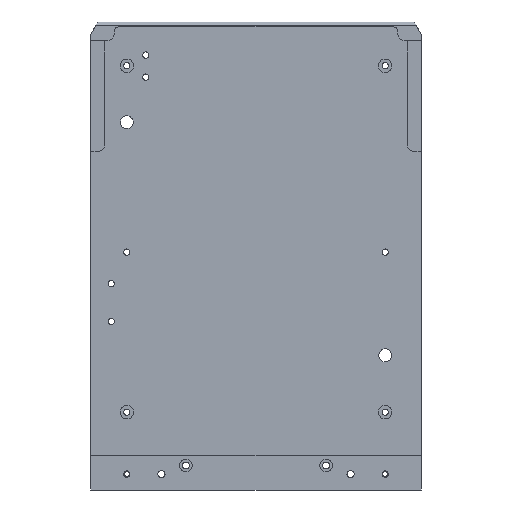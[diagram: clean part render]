
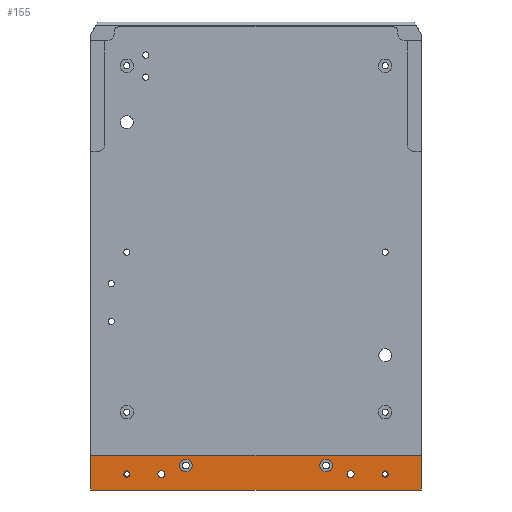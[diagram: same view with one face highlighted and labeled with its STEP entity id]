
A CAD part, front view. The second image highlights one B-rep face of the part: STEP entity #155.
In plain terms, the highlighted planar face has unit normal (0, -1, 0).
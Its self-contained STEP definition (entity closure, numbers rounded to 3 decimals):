
#3 = CIRCLE ( 'NONE', #2226, 4. ) ;
#29 = VERTEX_POINT ( 'NONE', #829 ) ;
#64 = LINE ( 'NONE', #1551, #1205 ) ;
#71 = EDGE_CURVE ( 'NONE', #3013, #2795, #2652, .T. ) ;
#82 = AXIS2_PLACEMENT_3D ( 'NONE', #1997, #2936, #2433 ) ;
#131 = CIRCLE ( 'NONE', #608, 4. ) ;
#133 = VECTOR ( 'NONE', #2984, 1000. ) ;
#144 = ORIENTED_EDGE ( 'NONE', *, *, #2991, .F. ) ;
#155 = ADVANCED_FACE ( 'NONE', ( #1641, #748, #947, #1791, #1168, #1569, #464 ), #3017, .F. ) ;
#190 = ORIENTED_EDGE ( 'NONE', *, *, #2018, .F. ) ;
#247 = DIRECTION ( 'NONE',  ( 0., 1., 0. ) ) ;
#248 = DIRECTION ( 'NONE',  ( 0., 0., 1. ) ) ;
#285 = CARTESIAN_POINT ( 'NONE',  ( 82., -4.3, -138.45 ) ) ;
#352 = DIRECTION ( 'NONE',  ( 0., 0., 1. ) ) ;
#408 = ORIENTED_EDGE ( 'NONE', *, *, #939, .F. ) ;
#464 = FACE_OUTER_BOUND ( 'NONE', #1615, .T. ) ;
#465 = ORIENTED_EDGE ( 'NONE', *, *, #2077, .T. ) ;
#483 = ORIENTED_EDGE ( 'NONE', *, *, #3029, .F. ) ;
#500 = CARTESIAN_POINT ( 'NONE',  ( -105., -4.3, -126.55 ) ) ;
#526 = CARTESIAN_POINT ( 'NONE',  ( -82., -4.3, -138.45 ) ) ;
#573 = CIRCLE ( 'NONE', #2561, 2.25 ) ;
#587 = DIRECTION ( 'NONE',  ( 0., -1., 0. ) ) ;
#608 = AXIS2_PLACEMENT_3D ( 'NONE', #1541, #587, #826 ) ;
#664 = EDGE_CURVE ( 'NONE', #1217, #2795, #64, .T. ) ;
#666 = LINE ( 'NONE', #1083, #1633 ) ;
#676 = CARTESIAN_POINT ( 'NONE',  ( 60., -4.3, -138.45 ) ) ;
#684 = EDGE_CURVE ( 'NONE', #1499, #1996, #131, .T. ) ;
#698 = ORIENTED_EDGE ( 'NONE', *, *, #2835, .F. ) ;
#714 = CIRCLE ( 'NONE', #1163, 2. ) ;
#734 = CARTESIAN_POINT ( 'NONE',  ( -82., -4.3, -138.45 ) ) ;
#748 = FACE_BOUND ( 'NONE', #1172, .T. ) ;
#749 = CARTESIAN_POINT ( 'NONE',  ( 44.5, -4.3, -133. ) ) ;
#752 = ORIENTED_EDGE ( 'NONE', *, *, #664, .T. ) ;
#753 = CARTESIAN_POINT ( 'NONE',  ( -44.5, -4.3, -133. ) ) ;
#759 = ORIENTED_EDGE ( 'NONE', *, *, #2852, .T. ) ;
#780 = DIRECTION ( 'NONE',  ( 0., -1., 0. ) ) ;
#826 = DIRECTION ( 'NONE',  ( 0., 0., -1. ) ) ;
#829 = CARTESIAN_POINT ( 'NONE',  ( -60., -4.3, -136.2 ) ) ;
#839 = VERTEX_POINT ( 'NONE', #2083 ) ;
#885 = AXIS2_PLACEMENT_3D ( 'NONE', #1387, #1411, #2597 ) ;
#922 = EDGE_LOOP ( 'NONE', ( #1775, #698 ) ) ;
#939 = EDGE_CURVE ( 'NONE', #1967, #3013, #1599, .T. ) ;
#947 = FACE_BOUND ( 'NONE', #2690, .T. ) ;
#950 = CARTESIAN_POINT ( 'NONE',  ( 82., -4.3, -138.45 ) ) ;
#958 = CIRCLE ( 'NONE', #2046, 2. ) ;
#977 = CARTESIAN_POINT ( 'NONE',  ( 82., -4.3, -136.45 ) ) ;
#1033 = CARTESIAN_POINT ( 'NONE',  ( 105., -4.3, -148.55 ) ) ;
#1046 = ORIENTED_EDGE ( 'NONE', *, *, #1899, .T. ) ;
#1081 = AXIS2_PLACEMENT_3D ( 'NONE', #526, #780, #1744 ) ;
#1082 = CARTESIAN_POINT ( 'NONE',  ( 44.5, -4.3, -137. ) ) ;
#1083 = CARTESIAN_POINT ( 'NONE',  ( -105., -4.3, -148.55 ) ) ;
#1122 = DIRECTION ( 'NONE',  ( 0., 0., 1. ) ) ;
#1163 = AXIS2_PLACEMENT_3D ( 'NONE', #950, #2598, #1634 ) ;
#1168 = FACE_BOUND ( 'NONE', #2167, .T. ) ;
#1172 = EDGE_LOOP ( 'NONE', ( #1231, #465 ) ) ;
#1201 = CARTESIAN_POINT ( 'NONE',  ( -44.5, -4.3, -137. ) ) ;
#1205 = VECTOR ( 'NONE', #352, 1000. ) ;
#1210 = ORIENTED_EDGE ( 'NONE', *, *, #684, .F. ) ;
#1217 = VERTEX_POINT ( 'NONE', #1033 ) ;
#1229 = DIRECTION ( 'NONE',  ( 0., 0., -1. ) ) ;
#1231 = ORIENTED_EDGE ( 'NONE', *, *, #1662, .T. ) ;
#1253 = DIRECTION ( 'NONE',  ( 0., 0., -1. ) ) ;
#1264 = VERTEX_POINT ( 'NONE', #1349 ) ;
#1286 = CARTESIAN_POINT ( 'NONE',  ( -60., -4.3, -140.7 ) ) ;
#1333 = AXIS2_PLACEMENT_3D ( 'NONE', #753, #2641, #1229 ) ;
#1349 = CARTESIAN_POINT ( 'NONE',  ( -82., -4.3, -140.45 ) ) ;
#1353 = EDGE_LOOP ( 'NONE', ( #1046, #759 ) ) ;
#1387 = CARTESIAN_POINT ( 'NONE',  ( 44.5, -4.3, -133. ) ) ;
#1411 = DIRECTION ( 'NONE',  ( 0., -1., 0. ) ) ;
#1450 = CIRCLE ( 'NONE', #2732, 2.25 ) ;
#1456 = CARTESIAN_POINT ( 'NONE',  ( 60., -4.3, -136.2 ) ) ;
#1476 = DIRECTION ( 'NONE',  ( 0., 1., 0. ) ) ;
#1499 = VERTEX_POINT ( 'NONE', #1201 ) ;
#1504 = CIRCLE ( 'NONE', #2902, 2. ) ;
#1541 = CARTESIAN_POINT ( 'NONE',  ( -44.5, -4.3, -133. ) ) ;
#1551 = CARTESIAN_POINT ( 'NONE',  ( 105., -4.3, -148.55 ) ) ;
#1569 = FACE_BOUND ( 'NONE', #922, .T. ) ;
#1598 = EDGE_CURVE ( 'NONE', #1996, #1499, #2118, .T. ) ;
#1599 = LINE ( 'NONE', #2846, #2917 ) ;
#1613 = VERTEX_POINT ( 'NONE', #1741 ) ;
#1615 = EDGE_LOOP ( 'NONE', ( #752, #1644, #408, #1630 ) ) ;
#1630 = ORIENTED_EDGE ( 'NONE', *, *, #1841, .T. ) ;
#1633 = VECTOR ( 'NONE', #2254, 1000. ) ;
#1634 = DIRECTION ( 'NONE',  ( 0., 0., -1. ) ) ;
#1641 = FACE_BOUND ( 'NONE', #1353, .T. ) ;
#1644 = ORIENTED_EDGE ( 'NONE', *, *, #71, .F. ) ;
#1655 = CARTESIAN_POINT ( 'NONE',  ( -44.5, -4.3, -129. ) ) ;
#1662 = EDGE_CURVE ( 'NONE', #29, #3051, #2801, .T. ) ;
#1665 = DIRECTION ( 'NONE',  ( 0., 0., -1. ) ) ;
#1739 = AXIS2_PLACEMENT_3D ( 'NONE', #2905, #1476, #2672 ) ;
#1741 = CARTESIAN_POINT ( 'NONE',  ( 60., -4.3, -140.7 ) ) ;
#1744 = DIRECTION ( 'NONE',  ( 0., 0., -1. ) ) ;
#1775 = ORIENTED_EDGE ( 'NONE', *, *, #2123, .F. ) ;
#1791 = FACE_BOUND ( 'NONE', #2147, .T. ) ;
#1841 = EDGE_CURVE ( 'NONE', #1967, #1217, #666, .T. ) ;
#1899 = EDGE_CURVE ( 'NONE', #2422, #1613, #1450, .T. ) ;
#1967 = VERTEX_POINT ( 'NONE', #2872 ) ;
#1996 = VERTEX_POINT ( 'NONE', #1655 ) ;
#1997 = CARTESIAN_POINT ( 'NONE',  ( -60., -4.3, -138.45 ) ) ;
#2018 = EDGE_CURVE ( 'NONE', #839, #2512, #714, .T. ) ;
#2046 = AXIS2_PLACEMENT_3D ( 'NONE', #285, #2877, #2170 ) ;
#2062 = CARTESIAN_POINT ( 'NONE',  ( 60., -4.3, -138.45 ) ) ;
#2067 = DIRECTION ( 'NONE',  ( 0., 0., 1. ) ) ;
#2077 = EDGE_CURVE ( 'NONE', #3051, #29, #3039, .T. ) ;
#2083 = CARTESIAN_POINT ( 'NONE',  ( 82., -4.3, -140.45 ) ) ;
#2118 = CIRCLE ( 'NONE', #1333, 4. ) ;
#2123 = EDGE_CURVE ( 'NONE', #2612, #2998, #3, .T. ) ;
#2140 = ORIENTED_EDGE ( 'NONE', *, *, #1598, .F. ) ;
#2147 = EDGE_LOOP ( 'NONE', ( #483, #144 ) ) ;
#2167 = EDGE_LOOP ( 'NONE', ( #1210, #2140 ) ) ;
#2170 = DIRECTION ( 'NONE',  ( 0., 0., -1. ) ) ;
#2226 = AXIS2_PLACEMENT_3D ( 'NONE', #749, #2410, #1253 ) ;
#2233 = CARTESIAN_POINT ( 'NONE',  ( -105., -4.3, -126.55 ) ) ;
#2247 = CIRCLE ( 'NONE', #885, 4. ) ;
#2254 = DIRECTION ( 'NONE',  ( 1., 0., 0. ) ) ;
#2273 = CARTESIAN_POINT ( 'NONE',  ( -105., -4.3, -148.55 ) ) ;
#2339 = DIRECTION ( 'NONE',  ( 0., 0., 1. ) ) ;
#2389 = DIRECTION ( 'NONE',  ( 0., -1., 0. ) ) ;
#2394 = CARTESIAN_POINT ( 'NONE',  ( -82., -4.3, -136.45 ) ) ;
#2410 = DIRECTION ( 'NONE',  ( 0., -1., 0. ) ) ;
#2422 = VERTEX_POINT ( 'NONE', #1456 ) ;
#2428 = VERTEX_POINT ( 'NONE', #2394 ) ;
#2433 = DIRECTION ( 'NONE',  ( 0., 0., 1. ) ) ;
#2470 = EDGE_CURVE ( 'NONE', #2512, #839, #958, .T. ) ;
#2512 = VERTEX_POINT ( 'NONE', #977 ) ;
#2561 = AXIS2_PLACEMENT_3D ( 'NONE', #676, #247, #2339 ) ;
#2596 = AXIS2_PLACEMENT_3D ( 'NONE', #2273, #2755, #2067 ) ;
#2597 = DIRECTION ( 'NONE',  ( 0., 0., -1. ) ) ;
#2598 = DIRECTION ( 'NONE',  ( 0., -1., 0. ) ) ;
#2607 = ORIENTED_EDGE ( 'NONE', *, *, #2470, .F. ) ;
#2612 = VERTEX_POINT ( 'NONE', #1082 ) ;
#2635 = CARTESIAN_POINT ( 'NONE',  ( 44.5, -4.3, -129. ) ) ;
#2641 = DIRECTION ( 'NONE',  ( 0., -1., 0. ) ) ;
#2652 = LINE ( 'NONE', #2233, #133 ) ;
#2656 = CIRCLE ( 'NONE', #1081, 2. ) ;
#2672 = DIRECTION ( 'NONE',  ( 0., 0., 1. ) ) ;
#2690 = EDGE_LOOP ( 'NONE', ( #190, #2607 ) ) ;
#2732 = AXIS2_PLACEMENT_3D ( 'NONE', #2062, #3027, #1122 ) ;
#2755 = DIRECTION ( 'NONE',  ( 0., 1., 0. ) ) ;
#2795 = VERTEX_POINT ( 'NONE', #2815 ) ;
#2801 = CIRCLE ( 'NONE', #82, 2.25 ) ;
#2815 = CARTESIAN_POINT ( 'NONE',  ( 105., -4.3, -126.55 ) ) ;
#2835 = EDGE_CURVE ( 'NONE', #2998, #2612, #2247, .T. ) ;
#2846 = CARTESIAN_POINT ( 'NONE',  ( -105., -4.3, -148.55 ) ) ;
#2852 = EDGE_CURVE ( 'NONE', #1613, #2422, #573, .T. ) ;
#2872 = CARTESIAN_POINT ( 'NONE',  ( -105., -4.3, -148.55 ) ) ;
#2877 = DIRECTION ( 'NONE',  ( 0., -1., 0. ) ) ;
#2902 = AXIS2_PLACEMENT_3D ( 'NONE', #734, #2389, #1665 ) ;
#2905 = CARTESIAN_POINT ( 'NONE',  ( -60., -4.3, -138.45 ) ) ;
#2917 = VECTOR ( 'NONE', #248, 1000. ) ;
#2936 = DIRECTION ( 'NONE',  ( 0., 1., 0. ) ) ;
#2984 = DIRECTION ( 'NONE',  ( 1., 0., 0. ) ) ;
#2991 = EDGE_CURVE ( 'NONE', #2428, #1264, #1504, .T. ) ;
#2998 = VERTEX_POINT ( 'NONE', #2635 ) ;
#3013 = VERTEX_POINT ( 'NONE', #500 ) ;
#3017 = PLANE ( 'NONE',  #2596 ) ;
#3027 = DIRECTION ( 'NONE',  ( 0., 1., 0. ) ) ;
#3029 = EDGE_CURVE ( 'NONE', #1264, #2428, #2656, .T. ) ;
#3039 = CIRCLE ( 'NONE', #1739, 2.25 ) ;
#3051 = VERTEX_POINT ( 'NONE', #1286 ) ;
